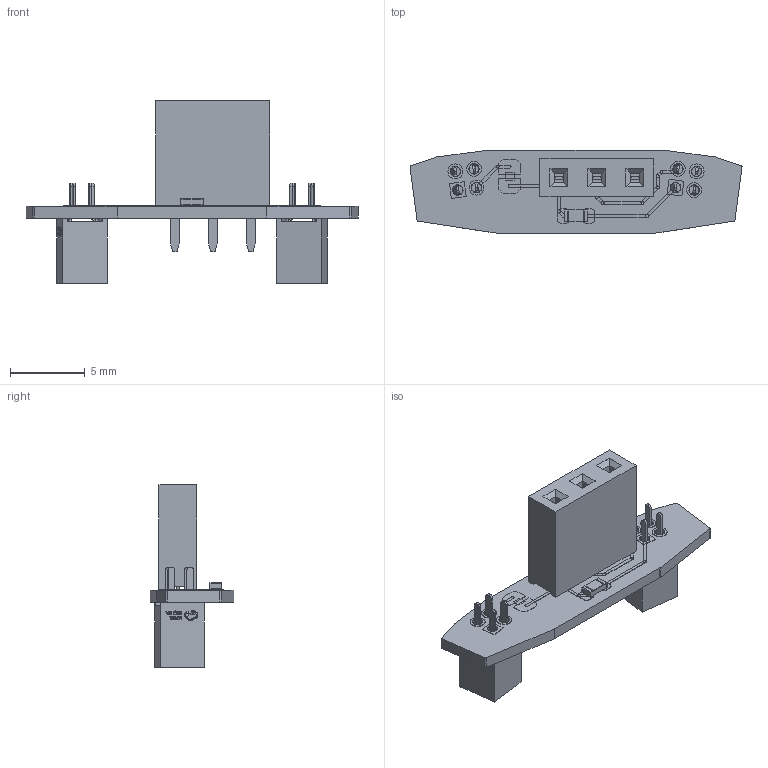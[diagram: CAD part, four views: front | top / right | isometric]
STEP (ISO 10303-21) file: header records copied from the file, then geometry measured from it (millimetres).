
FILE_DESCRIPTION(('KiCad electronic assembly'),'2;1');
FILE_NAME('LedCC_Ring_Connector.step','2024-07-06T23:10:00',('Pcbnew'),( 'Kicad'),'Open CASCADE STEP processor 7.8','KiCad to STEP converter' ,'Unknown');
FILE_SCHEMA(('AUTOMOTIVE_DESIGN { 1 0 10303 214 1 1 1 1 }'));
Length unit declared in the file: millimetre
Products named in the file (74): LedCC_Ring_Connector 1; R_0603_1608Metric; PinSocket_1x03_P2.54mm_Vertical; PinSocket_1x03_P254mm_Vertical; HDR-TH_4P-P1.27-F-LI-2X2P; LedCC_Ring_Connector_track_1; LedCC_Ring_Connector_track_2; LedCC_Ring_Connector_track_3; LedCC_Ring_Connector_track_4; LedCC_Ring_Connector_track_5; LedCC_Ring_Connector_track_6; LedCC_Ring_Connector_track_7; LedCC_Ring_Connector_track_8; LedCC_Ring_Connector_track_9; LedCC_Ring_Connector_track_10; LedCC_Ring_Connector_track_11; LedCC_Ring_Connector_track_12; LedCC_Ring_Connector_track_13; LedCC_Ring_Connector_track_14; LedCC_Ring_Connector_track_15; LedCC_Ring_Connector_track_16; LedCC_Ring_Connector_track_17; LedCC_Ring_Connector_track_18; LedCC_Ring_Connector_track_19; LedCC_Ring_Connector_track_20; LedCC_Ring_Connector_track_21; LedCC_Ring_Connector_track_22; LedCC_Ring_Connector_track_23; LedCC_Ring_Connector_track_24; LedCC_Ring_Connector_track_25; LedCC_Ring_Connector_track_26; LedCC_Ring_Connector_track_27; LedCC_Ring_Connector_track_28; LedCC_Ring_Connector_track_29; LedCC_Ring_Connector_pad_1; LedCC_Ring_Connector_pad_2; LedCC_Ring_Connector_pad_3; LedCC_Ring_Connector_pad_4; LedCC_Ring_Connector_pad_5; LedCC_Ring_Connector_pad_6 ...
Assembly tree (74 placements, depth 3):
  LedCC_Ring_Connector 1
    R_0603_1608Metric
      R_0603_1608Metric
    PinSocket_1x03_P2.54mm_Vertical
      PinSocket_1x03_P254mm_Vertical
    HDR-TH_4P-P1.27-F-LI-2X2P  x2
      HDR-TH_4P-P1.27-F-LI-2X2P
    LedCC_Ring_Connector_track_1
    LedCC_Ring_Connector_track_2
    LedCC_Ring_Connector_track_3
    LedCC_Ring_Connector_track_4
    LedCC_Ring_Connector_track_5
    LedCC_Ring_Connector_track_6
    LedCC_Ring_Connector_track_7
    LedCC_Ring_Connector_track_8
    LedCC_Ring_Connector_track_9
    LedCC_Ring_Connector_track_10
    LedCC_Ring_Connector_track_11
    LedCC_Ring_Connector_track_12
    LedCC_Ring_Connector_track_13
    LedCC_Ring_Connector_track_14
    LedCC_Ring_Connector_track_15
    LedCC_Ring_Connector_track_16
    LedCC_Ring_Connector_track_17
    LedCC_Ring_Connector_track_18
    LedCC_Ring_Connector_track_19
    LedCC_Ring_Connector_track_20
    LedCC_Ring_Connector_track_21
    LedCC_Ring_Connector_track_22
    LedCC_Ring_Connector_track_23
    LedCC_Ring_Connector_track_24
    LedCC_Ring_Connector_track_25
    LedCC_Ring_Connector_track_26
    LedCC_Ring_Connector_track_27
    LedCC_Ring_Connector_track_28
    LedCC_Ring_Connector_track_29
    LedCC_Ring_Connector_pad_1
    LedCC_Ring_Connector_pad_2
    LedCC_Ring_Connector_pad_3
    LedCC_Ring_Connector_pad_4
    LedCC_Ring_Connector_pad_5
    LedCC_Ring_Connector_pad_6
    LedCC_Ring_Connector_pad_7
    LedCC_Ring_Connector_pad_8
    LedCC_Ring_Connector_pad_9
    LedCC_Ring_Connector_pad_10
    LedCC_Ring_Connector_pad_11
    LedCC_Ring_Connector_pad_12
    LedCC_Ring_Connector_pad_13
    LedCC_Ring_Connector_pad_14
    LedCC_Ring_Connector_pad_15
    LedCC_Ring_Connector_pad_16
    LedCC_Ring_Connector_pad_17
    LedCC_Ring_Connector_pad_18
    LedCC_Ring_Connector_pad_19
    LedCC_Ring_Connector_pad_20
    LedCC_Ring_Connector_pad_21
    LedCC_Ring_Connector_pad_22
    LedCC_Ring_Connector_pad_23
    LedCC_Ring_Connector_pad_24
Bounding box: 22.2 x 5.6 x 12.2 mm (x, y, z)
Volume: 283.5 mm3; surface area: 864.3 mm2
Topology: 71 solids, 71 shells, 1438 faces, 3609 edges, 2390 vertices
Faces by surface type: plane 1039, bspline 228, cylinder 171
Full cylindrical faces by diameter (mm): 0.65 x24, 0.7 x16, 0.95 x9, 1 x18
Entity records: 37487 total; most frequent: CARTESIAN_POINT 7842, ORIENTED_EDGE 5222, DIRECTION 4739, EDGE_CURVE 2611, LINE 2069, VECTOR 2069, VERTEX_POINT 1730, AXIS2_PLACEMENT_3D 1335
